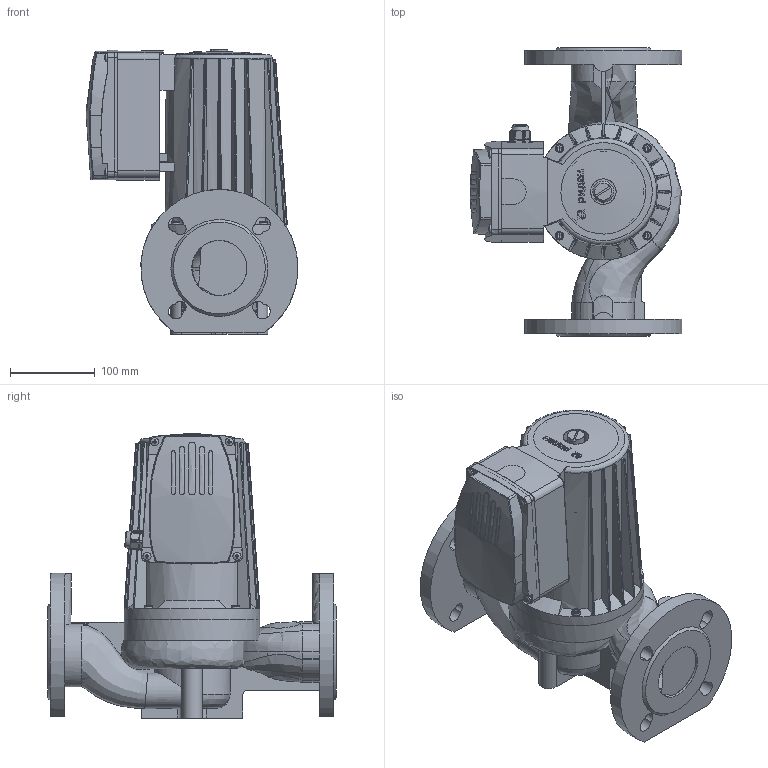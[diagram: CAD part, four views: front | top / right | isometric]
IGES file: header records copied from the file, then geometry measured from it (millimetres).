
Global section: file name: 015P1027 (RWS 65-120FT); native system: AutoCAD 2021 — Русский (Russian),62HAutod; preprocessor: esk Translation Framework DWG producer (atf_dwg_producer); organization: unknown; date: 20230326.174239; units: millimetre
Bounding box: 249.17 x 340 x 335 mm (x, y, z)
Volume: 2553479.6 mm3; surface area: 817935.5 mm2
Topology: 24 solids, 26 shells, 1418 faces, 3943 edges, 2628 vertices
Faces by surface type: bspline 1381, offset 35, revolution 2
